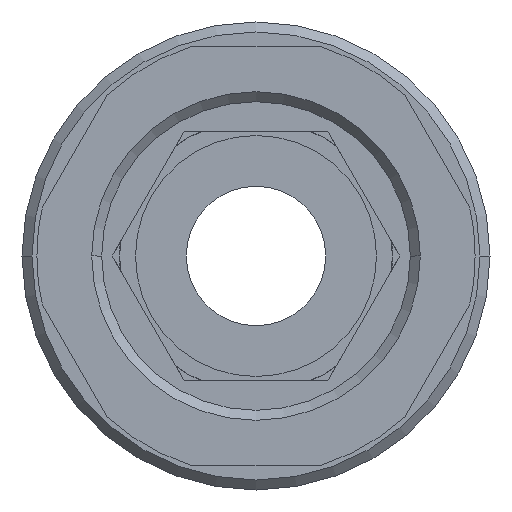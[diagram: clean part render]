
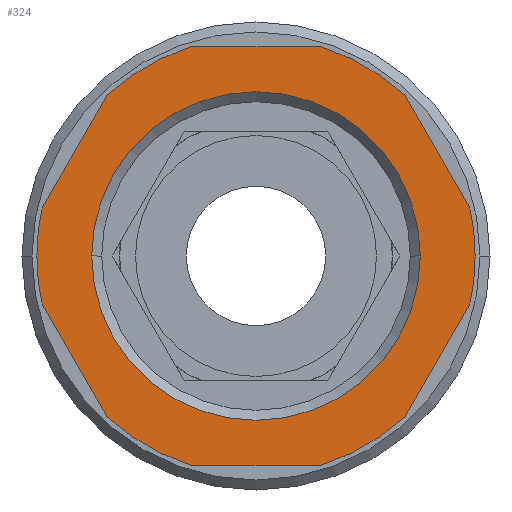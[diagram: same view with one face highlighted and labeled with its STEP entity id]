
A CAD part, front view. The second image highlights one B-rep face of the part: STEP entity #324.
In plain terms, the highlighted planar face has unit normal (0, -1, 0).
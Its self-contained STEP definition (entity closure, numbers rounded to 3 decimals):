
#324=ADVANCED_FACE('',(#682,#683),#684,.T.);
#682=FACE_BOUND('',#1067,.T.);
#683=FACE_OUTER_BOUND('',#1068,.T.);
#684=PLANE('',#1069);
#1067=EDGE_LOOP('',(#1909,#1910));
#1068=EDGE_LOOP('',(#1911,#1912,#1913,#1914,#1915,#1916,#1917,#1918,#1919,#1920,#1921,#1922,#1923,#1924));
#1069=AXIS2_PLACEMENT_3D('',#1925,#1926,#1927);
#1909=ORIENTED_EDGE('',*,*,#2443,.T.);
#1910=ORIENTED_EDGE('',*,*,#2208,.T.);
#1911=ORIENTED_EDGE('',*,*,#2410,.T.);
#1912=ORIENTED_EDGE('',*,*,#2525,.F.);
#1913=ORIENTED_EDGE('',*,*,#2486,.T.);
#1914=ORIENTED_EDGE('',*,*,#2521,.F.);
#1915=ORIENTED_EDGE('',*,*,#2478,.T.);
#1916=ORIENTED_EDGE('',*,*,#2526,.F.);
#1917=ORIENTED_EDGE('',*,*,#2273,.F.);
#1918=ORIENTED_EDGE('',*,*,#2291,.T.);
#1919=ORIENTED_EDGE('',*,*,#2527,.F.);
#1920=ORIENTED_EDGE('',*,*,#2314,.T.);
#1921=ORIENTED_EDGE('',*,*,#2504,.F.);
#1922=ORIENTED_EDGE('',*,*,#2392,.T.);
#1923=ORIENTED_EDGE('',*,*,#2500,.F.);
#1924=ORIENTED_EDGE('',*,*,#2448,.F.);
#1925=CARTESIAN_POINT('',(5.5,0.0,0.0));
#1926=DIRECTION('',(-0.0,-1.0,-0.0));
#1927=DIRECTION('',(-1.0,0.0,0.0));
#2208=EDGE_CURVE('',#2605,#2609,#2611,.T.);
#2273=EDGE_CURVE('',#2721,#2716,#2723,.T.);
#2291=EDGE_CURVE('',#2721,#2748,#2751,.T.);
#2314=EDGE_CURVE('',#2788,#2785,#2789,.T.);
#2392=EDGE_CURVE('',#2902,#2899,#2903,.T.);
#2410=EDGE_CURVE('',#2924,#2921,#2925,.T.);
#2443=EDGE_CURVE('',#2609,#2605,#2966,.T.);
#2448=EDGE_CURVE('',#2924,#2970,#2973,.T.);
#2478=EDGE_CURVE('',#3012,#3009,#3013,.T.);
#2486=EDGE_CURVE('',#3024,#3021,#3025,.T.);
#2500=EDGE_CURVE('',#2970,#2899,#3040,.T.);
#2504=EDGE_CURVE('',#2902,#2785,#3044,.T.);
#2521=EDGE_CURVE('',#3012,#3021,#3062,.T.);
#2525=EDGE_CURVE('',#3024,#2921,#3066,.T.);
#2526=EDGE_CURVE('',#2716,#3009,#3067,.T.);
#2527=EDGE_CURVE('',#2788,#2748,#3068,.T.);
#2605=VERTEX_POINT('',#3153);
#2609=VERTEX_POINT('',#3158);
#2611=CIRCLE('',#3161,8.25);
#2716=VERTEX_POINT('',#3401);
#2721=VERTEX_POINT('',#3407);
#2723=CIRCLE('',#3410,11.0);
#2748=VERTEX_POINT('',#3446);
#2751=LINE('',#3450,#3451);
#2785=VERTEX_POINT('',#3494);
#2788=VERTEX_POINT('',#3498);
#2789=LINE('',#3499,#3500);
#2899=VERTEX_POINT('',#3746);
#2902=VERTEX_POINT('',#3750);
#2903=LINE('',#3751,#3752);
#2921=VERTEX_POINT('',#3785);
#2924=VERTEX_POINT('',#3789);
#2925=LINE('',#3790,#3791);
#2966=CIRCLE('',#3844,8.25);
#2970=VERTEX_POINT('',#3848);
#2973=CIRCLE('',#3852,11.0);
#3009=VERTEX_POINT('',#3898);
#3012=VERTEX_POINT('',#3902);
#3013=LINE('',#3903,#3904);
#3021=VERTEX_POINT('',#3914);
#3024=VERTEX_POINT('',#3918);
#3025=LINE('',#3919,#3920);
#3040=CIRCLE('',#3937,11.0);
#3044=CIRCLE('',#3942,11.0);
#3062=CIRCLE('',#3966,11.0);
#3066=CIRCLE('',#3981,11.0);
#3067=CIRCLE('',#3982,11.0);
#3068=CIRCLE('',#3983,11.0);
#3153=CARTESIAN_POINT('',(8.25,0.0,0.));
#3158=CARTESIAN_POINT('',(-8.25,0.0,0.));
#3161=AXIS2_PLACEMENT_3D('',#4082,#4083,#4084);
#3401=CARTESIAN_POINT('',(11.0,0.0,0.));
#3407=CARTESIAN_POINT('',(10.733,0.0,2.411));
#3410=AXIS2_PLACEMENT_3D('',#4154,#4155,#4156);
#3446=CARTESIAN_POINT('',(7.454,0.0,8.089));
#3450=CARTESIAN_POINT('',(9.781,0.0,4.059));
#3451=VECTOR('',#4191,1.0);
#3494=CARTESIAN_POINT('',(-3.279,0.0,10.5));
#3498=CARTESIAN_POINT('',(3.279,0.0,10.5));
#3499=CARTESIAN_POINT('',(2.75,0.0,10.5));
#3500=VECTOR('',#4223,1.0);
#3746=CARTESIAN_POINT('',(-10.733,0.0,2.411));
#3750=CARTESIAN_POINT('',(-7.454,0.0,8.089));
#3751=CARTESIAN_POINT('',(-8.406,0.0,6.441));
#3752=VECTOR('',#4311,1.0);
#3785=CARTESIAN_POINT('',(-7.454,0.0,-8.089));
#3789=CARTESIAN_POINT('',(-10.733,0.0,-2.411));
#3790=CARTESIAN_POINT('',(-8.406,0.0,-6.441));
#3791=VECTOR('',#4332,1.0);
#3844=AXIS2_PLACEMENT_3D('',#4375,#4376,#4377);
#3848=CARTESIAN_POINT('',(-11.0,0.0,0.));
#3852=AXIS2_PLACEMENT_3D('',#4385,#4386,#4387);
#3898=CARTESIAN_POINT('',(10.733,0.0,-2.411));
#3902=CARTESIAN_POINT('',(7.454,0.0,-8.089));
#3903=CARTESIAN_POINT('',(9.781,0.0,-4.059));
#3904=VECTOR('',#4423,1.0);
#3914=CARTESIAN_POINT('',(3.279,0.0,-10.5));
#3918=CARTESIAN_POINT('',(-3.279,0.0,-10.5));
#3919=CARTESIAN_POINT('',(2.75,0.0,-10.5));
#3920=VECTOR('',#4433,1.0);
#3937=AXIS2_PLACEMENT_3D('',#4460,#4461,#4462);
#3942=AXIS2_PLACEMENT_3D('',#4464,#4465,#4466);
#3966=AXIS2_PLACEMENT_3D('',#4479,#4480,#4481);
#3981=AXIS2_PLACEMENT_3D('',#4482,#4483,#4484);
#3982=AXIS2_PLACEMENT_3D('',#4485,#4486,#4487);
#3983=AXIS2_PLACEMENT_3D('',#4488,#4489,#4490);
#4082=CARTESIAN_POINT('',(0.0,0.0,0.0));
#4083=DIRECTION('',(-0.0,1.0,0.0));
#4084=DIRECTION('',(1.0,0.0,0.0));
#4154=CARTESIAN_POINT('',(0.0,0.0,0.0));
#4155=DIRECTION('',(-0.0,1.0,0.0));
#4156=DIRECTION('',(1.0,0.0,0.0));
#4191=DIRECTION('',(-0.5,0.0,0.866));
#4223=DIRECTION('',(-1.0,0.0,0.));
#4311=DIRECTION('',(-0.5,0.0,-0.866));
#4332=DIRECTION('',(0.5,0.0,-0.866));
#4375=CARTESIAN_POINT('',(0.0,0.0,0.0));
#4376=DIRECTION('',(-0.0,1.0,0.0));
#4377=DIRECTION('',(1.0,0.0,0.0));
#4385=CARTESIAN_POINT('',(0.0,0.0,0.0));
#4386=DIRECTION('',(-0.0,1.0,0.0));
#4387=DIRECTION('',(1.0,0.0,0.0));
#4423=DIRECTION('',(0.5,-0.0,0.866));
#4433=DIRECTION('',(1.0,-0.0,0.0));
#4460=CARTESIAN_POINT('',(0.0,0.0,0.0));
#4461=DIRECTION('',(-0.0,1.0,0.0));
#4462=DIRECTION('',(1.0,0.0,0.0));
#4464=CARTESIAN_POINT('',(0.0,0.0,0.0));
#4465=DIRECTION('',(-0.0,1.0,0.0));
#4466=DIRECTION('',(1.0,0.0,0.0));
#4479=CARTESIAN_POINT('',(0.0,0.0,0.0));
#4480=DIRECTION('',(-0.0,1.0,0.0));
#4481=DIRECTION('',(1.0,0.0,0.0));
#4482=CARTESIAN_POINT('',(0.0,0.0,0.0));
#4483=DIRECTION('',(-0.0,1.0,0.0));
#4484=DIRECTION('',(1.0,0.0,0.0));
#4485=CARTESIAN_POINT('',(0.0,0.0,0.0));
#4486=DIRECTION('',(-0.0,1.0,0.0));
#4487=DIRECTION('',(1.0,0.0,0.0));
#4488=CARTESIAN_POINT('',(0.0,0.0,0.0));
#4489=DIRECTION('',(-0.0,1.0,0.0));
#4490=DIRECTION('',(1.0,0.0,0.0));
